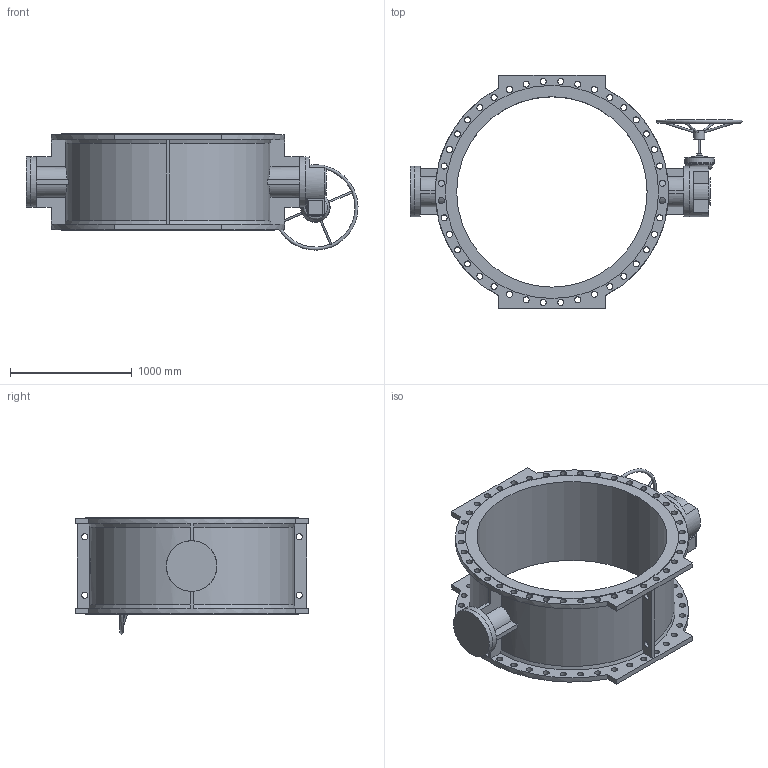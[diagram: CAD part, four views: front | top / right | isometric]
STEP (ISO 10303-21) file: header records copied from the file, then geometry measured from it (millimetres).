
FILE_DESCRIPTION (( 'STEP AP203' ), '1' );
FILE_NAME ('O_756_1_DN1600_0XXXXXX_AA0.step', '2018-04-13T05:54:55', ( 'Windows User' ), ( 'AVK' ), 'SwSTEP 2.0', 'SolidWorks 2012', '' );
FILE_SCHEMA (( 'CONFIG_CONTROL_DESIGN' ));
Length unit declared in the file: millimetre
Products named in the file (1): O_756_1_DN1600_0XXXXXX_AA0
Bounding box: 2724.95 x 1915 x 953.66 mm (x, y, z)
Volume: 369962316.1 mm3; surface area: 14054061.8 mm2
Topology: 1 solids, 1 shells, 369 faces, 1110 edges, 753 vertices
Faces by surface type: cylinder 129, plane 116, bspline 108, cone 15, torus 1
Full cylindrical faces by diameter (mm): 16 x4, 20 x1, 42.671 x1, 50 x84, 90 x1, 221.782 x1, 225 x1, 243.541 x1, 415 x4, 1563 x1, 1750 x2
Entity records: 17971 total; most frequent: CARTESIAN_POINT 9297, ORIENTED_EDGE 1808, DIRECTION 1452, EDGE_CURVE 904, EDGE_LOOP 664, VERTEX_POINT 656, AXIS2_PLACEMENT_3D 591, FACE_OUTER_BOUND 472
